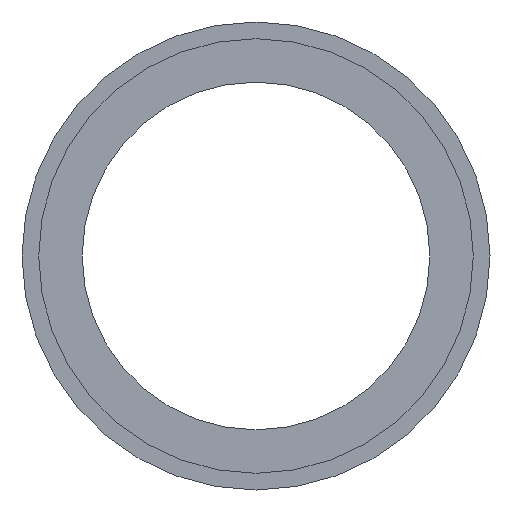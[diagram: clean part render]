
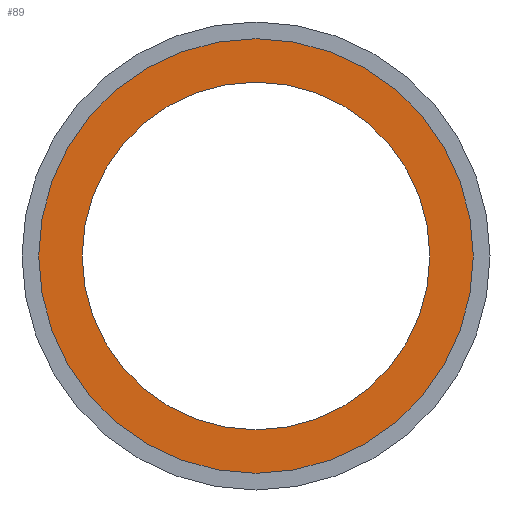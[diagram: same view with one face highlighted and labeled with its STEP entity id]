
A CAD part, front view. The second image highlights one B-rep face of the part: STEP entity #89.
In plain terms, the highlighted planar face has unit normal (0, -1, 0).
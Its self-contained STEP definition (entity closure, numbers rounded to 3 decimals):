
#14 = CARTESIAN_POINT ( 'NONE',  ( -20.8, -0.545, 0. ) ) ;
#26 = AXIS2_PLACEMENT_3D ( 'NONE', #61, #223, #315 ) ;
#34 = DIRECTION ( 'NONE',  ( 0., 1., 0. ) ) ;
#46 = CARTESIAN_POINT ( 'NONE',  ( -26., -0.545, 0. ) ) ;
#61 = CARTESIAN_POINT ( 'NONE',  ( 20.8, -0.545, 0. ) ) ;
#86 = AXIS2_PLACEMENT_3D ( 'NONE', #263, #425, #143 ) ;
#89 = ADVANCED_FACE ( 'NONE', ( #388, #373 ), #230, .F. ) ;
#92 = CARTESIAN_POINT ( 'NONE',  ( 0., -0.545, 0. ) ) ;
#107 = CARTESIAN_POINT ( 'NONE',  ( 0., -0.545, 0. ) ) ;
#115 = VERTEX_POINT ( 'NONE', #418 ) ;
#135 = CIRCLE ( 'NONE', #86, 20.8 ) ;
#142 = AXIS2_PLACEMENT_3D ( 'NONE', #107, #34, #268 ) ;
#143 = DIRECTION ( 'NONE',  ( -1., 0., 0. ) ) ;
#144 = CIRCLE ( 'NONE', #349, 26. ) ;
#150 = ORIENTED_EDGE ( 'NONE', *, *, #153, .F. ) ;
#153 = EDGE_CURVE ( 'NONE', #381, #115, #144, .T. ) ;
#159 = EDGE_CURVE ( 'NONE', #406, #434, #379, .T. ) ;
#179 = EDGE_LOOP ( 'NONE', ( #251, #327 ) ) ;
#204 = DIRECTION ( 'NONE',  ( 0., 1., 0. ) ) ;
#223 = DIRECTION ( 'NONE',  ( 0., 1., 0. ) ) ;
#224 = CIRCLE ( 'NONE', #330, 26. ) ;
#230 = PLANE ( 'NONE',  #26 ) ;
#234 = EDGE_LOOP ( 'NONE', ( #150, #351 ) ) ;
#251 = ORIENTED_EDGE ( 'NONE', *, *, #266, .T. ) ;
#254 = DIRECTION ( 'NONE',  ( -1., 0., 0. ) ) ;
#263 = CARTESIAN_POINT ( 'NONE',  ( 0., -0.545, 0. ) ) ;
#266 = EDGE_CURVE ( 'NONE', #434, #406, #135, .T. ) ;
#268 = DIRECTION ( 'NONE',  ( -1., 0., 0. ) ) ;
#292 = DIRECTION ( 'NONE',  ( -1., 0., 0. ) ) ;
#303 = CARTESIAN_POINT ( 'NONE',  ( 20.8, -0.545, 0. ) ) ;
#315 = DIRECTION ( 'NONE',  ( -1., 0., 0. ) ) ;
#327 = ORIENTED_EDGE ( 'NONE', *, *, #159, .T. ) ;
#330 = AXIS2_PLACEMENT_3D ( 'NONE', #92, #415, #254 ) ;
#349 = AXIS2_PLACEMENT_3D ( 'NONE', #354, #204, #292 ) ;
#351 = ORIENTED_EDGE ( 'NONE', *, *, #429, .F. ) ;
#354 = CARTESIAN_POINT ( 'NONE',  ( 0., -0.545, 0. ) ) ;
#373 = FACE_BOUND ( 'NONE', #179, .T. ) ;
#379 = CIRCLE ( 'NONE', #142, 20.8 ) ;
#381 = VERTEX_POINT ( 'NONE', #46 ) ;
#388 = FACE_OUTER_BOUND ( 'NONE', #234, .T. ) ;
#406 = VERTEX_POINT ( 'NONE', #303 ) ;
#415 = DIRECTION ( 'NONE',  ( 0., 1., 0. ) ) ;
#418 = CARTESIAN_POINT ( 'NONE',  ( 26., -0.545, 0. ) ) ;
#425 = DIRECTION ( 'NONE',  ( 0., 1., 0. ) ) ;
#429 = EDGE_CURVE ( 'NONE', #115, #381, #224, .T. ) ;
#434 = VERTEX_POINT ( 'NONE', #14 ) ;
